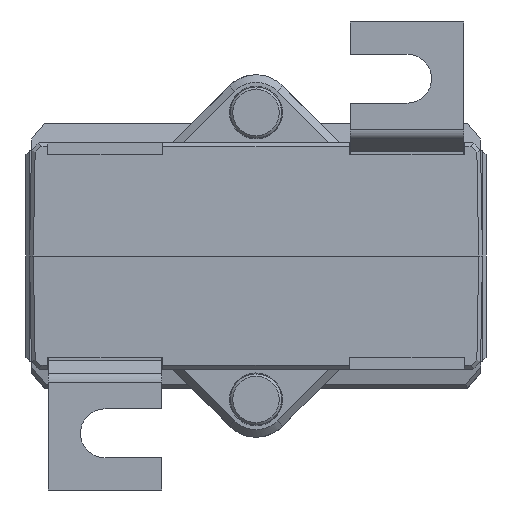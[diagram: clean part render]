
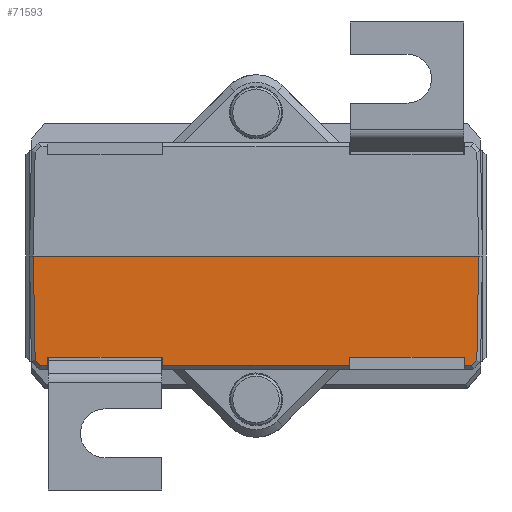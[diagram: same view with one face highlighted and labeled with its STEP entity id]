
A CAD part, front view. The second image highlights one B-rep face of the part: STEP entity #71593.
In plain terms, the highlighted face is planar.
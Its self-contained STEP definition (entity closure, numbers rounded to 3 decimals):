
#1440 = DIRECTION ( 'NONE',  ( -1., 0., 0. ) ) ;
#1441 = VECTOR ( 'NONE', #1440, 1000. ) ;
#1442 = CARTESIAN_POINT ( 'NONE',  ( -28.72, -31.747, 14.5 ) ) ;
#1443 = LINE ( 'NONE', #1442, #1441 ) ;
#1619 = DIRECTION ( 'NONE',  ( 0.009, -0.017, -1. ) ) ;
#1620 = CARTESIAN_POINT ( 'NONE',  ( 12.505, -31.994, 0.371 ) ) ;
#1663 = LINE ( 'NONE', #1620, #1668 ) ;
#1668 = VECTOR ( 'NONE', #1619, 1000. ) ;
#1912 = CARTESIAN_POINT ( 'NONE',  ( 12.382, -31.747, 14.5 ) ) ;
#1931 = DIRECTION ( 'NONE',  ( -0.719, -0.012, -0.695 ) ) ;
#1935 = VECTOR ( 'NONE', #1931, 1000. ) ;
#1962 = DIRECTION ( 'NONE',  ( -0.017, -0.017, -1. ) ) ;
#1963 = VECTOR ( 'NONE', #1962, 1000. ) ;
#1968 = CARTESIAN_POINT ( 'NONE',  ( -29.5, -32., -0.009 ) ) ;
#1969 = LINE ( 'NONE', #1968, #1963 ) ;
#1971 = CARTESIAN_POINT ( 'NONE',  ( -29.404, -31.762, 13.636 ) ) ;
#1972 = LINE ( 'NONE', #1971, #1935 ) ;
#1975 = CARTESIAN_POINT ( 'NONE',  ( 12.392, -31.766, 13.4 ) ) ;
#1986 = DIRECTION ( 'NONE',  ( 0.009, 0.017, 1. ) ) ;
#1987 = VECTOR ( 'NONE', #1986, 1000. ) ;
#1988 = CARTESIAN_POINT ( 'NONE',  ( 27.487, -32.009, -0.502 ) ) ;
#1989 = LINE ( 'NONE', #1988, #1987 ) ;
#1991 = DIRECTION ( 'NONE',  ( -1., 0., 0. ) ) ;
#1992 = VECTOR ( 'NONE', #1991, 1000. ) ;
#1994 = CARTESIAN_POINT ( 'NONE',  ( -30., -31.766, 13.4 ) ) ;
#1995 = LINE ( 'NONE', #1994, #1992 ) ;
#4457 = CARTESIAN_POINT ( 'NONE',  ( -12.382, -31.747, 14.5 ) ) ;
#5081 = CARTESIAN_POINT ( 'NONE',  ( 27.618, -31.747, 14.5 ) ) ;
#5104 = CARTESIAN_POINT ( 'NONE',  ( 27.608, -31.766, 13.4 ) ) ;
#5106 = CARTESIAN_POINT ( 'NONE',  ( -27.618, -31.747, 14.5 ) ) ;
#5107 = DIRECTION ( 'NONE',  ( 0.009, -0.017, -1. ) ) ;
#5108 = VECTOR ( 'NONE', #5107, 1000. ) ;
#5109 = CARTESIAN_POINT ( 'NONE',  ( -27.491, -32., 0.022 ) ) ;
#5110 = LINE ( 'NONE', #5109, #5108 ) ;
#5127 = DIRECTION ( 'NONE',  ( 1., 0., 0. ) ) ;
#5128 = VECTOR ( 'NONE', #5127, 1000. ) ;
#5129 = CARTESIAN_POINT ( 'NONE',  ( -30., -31.766, 13.4 ) ) ;
#5130 = LINE ( 'NONE', #5129, #5128 ) ;
#5147 = CARTESIAN_POINT ( 'NONE',  ( -29.259, -31.76, 13.776 ) ) ;
#5159 = PLANE ( 'NONE',  #5227 ) ;
#5163 = FACE_OUTER_BOUND ( 'NONE', #71568, .T. ) ;
#5213 = CARTESIAN_POINT ( 'NONE',  ( -27.608, -31.766, 13.4 ) ) ;
#5215 = DIRECTION ( 'NONE',  ( -0.017, 0.017, 1. ) ) ;
#5216 = VECTOR ( 'NONE', #5215, 1000. ) ;
#5217 = CARTESIAN_POINT ( 'NONE',  ( 29.482, -31.982, 1.038 ) ) ;
#5218 = LINE ( 'NONE', #5217, #5216 ) ;
#5222 = DIRECTION ( 'NONE',  ( 0., -0.017, -1. ) ) ;
#5223 = DIRECTION ( 'NONE',  ( 0., -1., 0.017 ) ) ;
#5224 = CARTESIAN_POINT ( 'NONE',  ( -30., -32., 0. ) ) ;
#5227 = AXIS2_PLACEMENT_3D ( 'NONE', #5224, #5223, #5222 ) ;
#5259 = DIRECTION ( 'NONE',  ( 0.009, 0.017, 1. ) ) ;
#5260 = VECTOR ( 'NONE', #5259, 1000. ) ;
#5261 = CARTESIAN_POINT ( 'NONE',  ( -12.51, -32.003, -0.153 ) ) ;
#5262 = LINE ( 'NONE', #5261, #5260 ) ;
#5544 = CARTESIAN_POINT ( 'NONE',  ( 28.509, -31.747, 14.5 ) ) ;
#5549 = CARTESIAN_POINT ( 'NONE',  ( -28.509, -31.747, 14.5 ) ) ;
#5551 = CARTESIAN_POINT ( 'NONE',  ( -12.392, -31.766, 13.4 ) ) ;
#5563 = CARTESIAN_POINT ( 'NONE',  ( 29.259, -31.76, 13.775 ) ) ;
#5792 = VECTOR ( 'NONE', #5807, 1000. ) ;
#5793 = LINE ( 'NONE', #5808, #5792 ) ;
#5807 = DIRECTION ( 'NONE',  ( -1., 0., 0. ) ) ;
#5808 = CARTESIAN_POINT ( 'NONE',  ( -28.72, -31.747, 14.5 ) ) ;
#6031 = LINE ( 'NONE', #6058, #6057 ) ;
#6056 = DIRECTION ( 'NONE',  ( -0.719, 0.012, 0.695 ) ) ;
#6057 = VECTOR ( 'NONE', #6056, 1000. ) ;
#6058 = CARTESIAN_POINT ( 'NONE',  ( 28.368, -31.745, 14.636 ) ) ;
#45309 = VERTEX_POINT ( 'NONE', #49467 ) ;
#45310 = VERTEX_POINT ( 'NONE', #49465 ) ;
#45313 = EDGE_CURVE ( 'NONE', #45309, #45310, #49480, .T. ) ;
#47877 = ORIENTED_EDGE ( 'NONE', *, *, #51138, .T. ) ;
#49454 = DIRECTION ( 'NONE',  ( 1., 0., 0. ) ) ;
#49455 = VECTOR ( 'NONE', #49454, 1000. ) ;
#49465 = CARTESIAN_POINT ( 'NONE',  ( 29.5, -32., 0. ) ) ;
#49467 = CARTESIAN_POINT ( 'NONE',  ( -29.5, -32., 0. ) ) ;
#49478 = CARTESIAN_POINT ( 'NONE',  ( -30., -32., 0. ) ) ;
#49480 = LINE ( 'NONE', #49478, #49455 ) ;
#51138 = EDGE_CURVE ( 'NONE', #62274, #71955, #67205, .T. ) ;
#62055 = EDGE_CURVE ( 'NONE', #71566, #45309, #1969, .T. ) ;
#62161 = ORIENTED_EDGE ( 'NONE', *, *, #62385, .T. ) ;
#62170 = ORIENTED_EDGE ( 'NONE', *, *, #71957, .T. ) ;
#62261 = VERTEX_POINT ( 'NONE', #1975 ) ;
#62274 = VERTEX_POINT ( 'NONE', #1912 ) ;
#62293 = EDGE_CURVE ( 'NONE', #71951, #71549, #1443, .T. ) ;
#62313 = ORIENTED_EDGE ( 'NONE', *, *, #62407, .F. ) ;
#62335 = EDGE_CURVE ( 'NONE', #62274, #62261, #1663, .T. ) ;
#62337 = ORIENTED_EDGE ( 'NONE', *, *, #62293, .T. ) ;
#62358 = ORIENTED_EDGE ( 'NONE', *, *, #71946, .T. ) ;
#62370 = ORIENTED_EDGE ( 'NONE', *, *, #62335, .F. ) ;
#62385 = EDGE_CURVE ( 'NONE', #71953, #71566, #1972, .T. ) ;
#62389 = ORIENTED_EDGE ( 'NONE', *, *, #45313, .T. ) ;
#62395 = ORIENTED_EDGE ( 'NONE', *, *, #62396, .T. ) ;
#62396 = EDGE_CURVE ( 'NONE', #71563, #62261, #1995, .T. ) ;
#62407 = EDGE_CURVE ( 'NONE', #71563, #71549, #1989, .T. ) ;
#67195 = DIRECTION ( 'NONE',  ( -1., 0., 0. ) ) ;
#67196 = VECTOR ( 'NONE', #67195, 1000. ) ;
#67204 = CARTESIAN_POINT ( 'NONE',  ( -28.72, -31.747, 14.5 ) ) ;
#67205 = LINE ( 'NONE', #67204, #67196 ) ;
#71544 = EDGE_CURVE ( 'NONE', #71560, #71600, #5110, .T. ) ;
#71545 = ORIENTED_EDGE ( 'NONE', *, *, #71544, .F. ) ;
#71547 = ORIENTED_EDGE ( 'NONE', *, *, #62055, .T. ) ;
#71549 = VERTEX_POINT ( 'NONE', #5081 ) ;
#71560 = VERTEX_POINT ( 'NONE', #5106 ) ;
#71563 = VERTEX_POINT ( 'NONE', #5104 ) ;
#71566 = VERTEX_POINT ( 'NONE', #5147 ) ;
#71568 = EDGE_LOOP ( 'NONE', ( #71572, #71574, #71545, #62170, #62161, #71547, #62389, #71945, #62358, #62337, #62313, #62395, #62370, #47877 ) ) ;
#71572 = ORIENTED_EDGE ( 'NONE', *, *, #71605, .F. ) ;
#71573 = EDGE_CURVE ( 'NONE', #71600, #71952, #5130, .T. ) ;
#71574 = ORIENTED_EDGE ( 'NONE', *, *, #71573, .F. ) ;
#71593 = ADVANCED_FACE ( 'NONE', ( #5163 ), #5159, .T. ) ;
#71597 = EDGE_CURVE ( 'NONE', #45310, #71948, #5218, .T. ) ;
#71600 = VERTEX_POINT ( 'NONE', #5213 ) ;
#71605 = EDGE_CURVE ( 'NONE', #71952, #71955, #5262, .T. ) ;
#71945 = ORIENTED_EDGE ( 'NONE', *, *, #71597, .T. ) ;
#71946 = EDGE_CURVE ( 'NONE', #71948, #71951, #6031, .T. ) ;
#71948 = VERTEX_POINT ( 'NONE', #5563 ) ;
#71951 = VERTEX_POINT ( 'NONE', #5544 ) ;
#71952 = VERTEX_POINT ( 'NONE', #5551 ) ;
#71953 = VERTEX_POINT ( 'NONE', #5549 ) ;
#71955 = VERTEX_POINT ( 'NONE', #4457 ) ;
#71957 = EDGE_CURVE ( 'NONE', #71560, #71953, #5793, .T. ) ;
